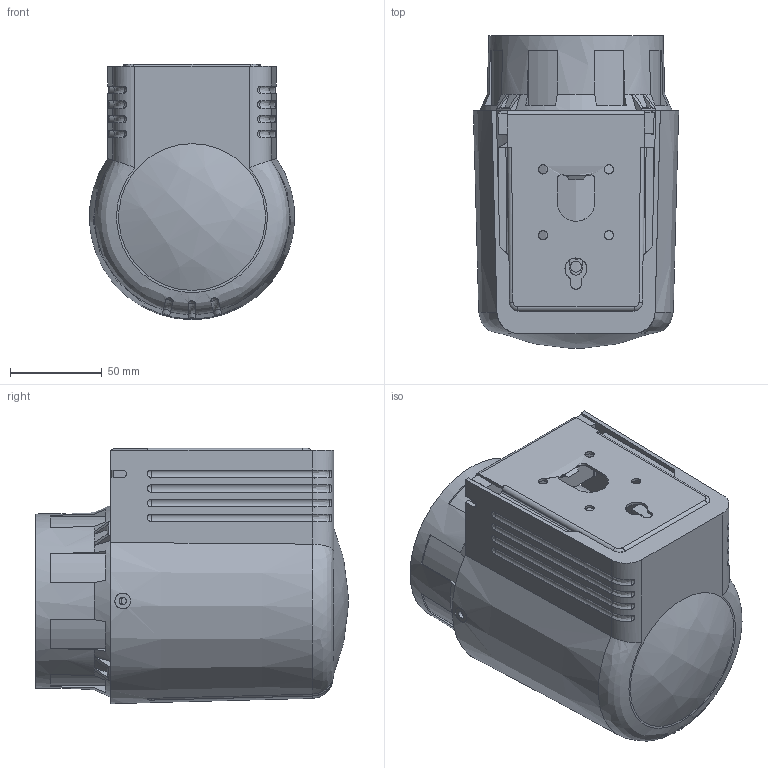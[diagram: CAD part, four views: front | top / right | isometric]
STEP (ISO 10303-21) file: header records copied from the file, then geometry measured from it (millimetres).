
FILE_DESCRIPTION (( 'STEP AP203' ), '1' );
FILE_NAME ('Masterblaster_v1.STEP', '2024-06-17T13:21:20', ( '' ), ( '' ), 'SwSTEP 2.0', 'SolidWorks 2011', '' );
FILE_SCHEMA (( 'CONFIG_CONTROL_DESIGN' ));
Length unit declared in the file: millimetre
Products named in the file (1): Masterblaster_v1
Bounding box: 111.91 x 170.5 x 139.3 mm (x, y, z)
Volume: 1364881.8 mm3; surface area: 196386 mm2
Topology: 1 solids, 1 shells, 400 faces, 1138 edges, 732 vertices
Faces by surface type: plane 219, cylinder 79, bspline 58, cone 34, torus 10
Full cylindrical faces by diameter (mm): 4 x6, 5 x4, 6 x2, 8.6 x3, 51 x1
Entity records: 20741 total; most frequent: CARTESIAN_POINT 11462, ORIENTED_EDGE 2210, DIRECTION 1468, EDGE_CURVE 1105, VERTEX_POINT 719, AXIS2_PLACEMENT_3D 506, B_SPLINE_CURVE_WITH_KNOTS 461, LINE 456
